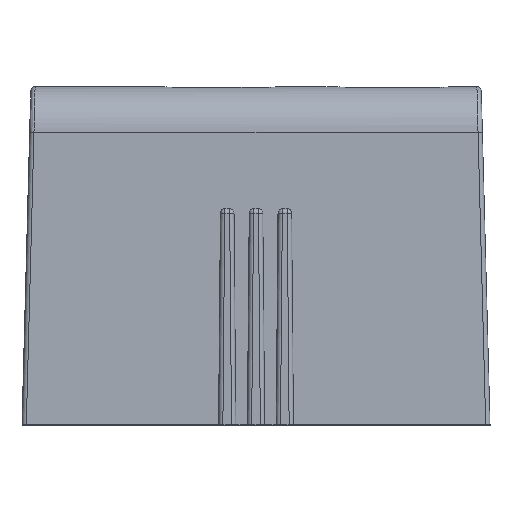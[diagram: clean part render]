
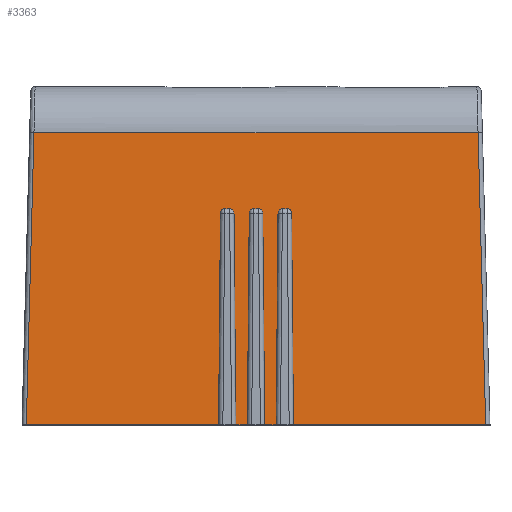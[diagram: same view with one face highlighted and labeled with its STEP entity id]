
A CAD part, top view. The second image highlights one B-rep face of the part: STEP entity #3363.
In plain terms, the highlighted planar face has unit normal (0, 0.026, 1).
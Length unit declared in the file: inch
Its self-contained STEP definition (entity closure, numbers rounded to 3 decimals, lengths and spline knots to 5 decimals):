
#89=PLANE('',#3634);
#224=LINE('',#5222,#546);
#228=LINE('',#5234,#550);
#236=LINE('',#5290,#558);
#240=LINE('',#5301,#562);
#261=LINE('',#5391,#583);
#262=LINE('',#5395,#584);
#263=LINE('',#5398,#585);
#264=LINE('',#5400,#586);
#265=LINE('',#5404,#587);
#266=LINE('',#5407,#588);
#267=LINE('',#5409,#589);
#268=LINE('',#5411,#590);
#269=LINE('',#5412,#591);
#270=LINE('',#5414,#592);
#271=LINE('',#5418,#593);
#272=LINE('',#5421,#594);
#546=VECTOR('',#4033,0.04);
#550=VECTOR('',#4041,0.66751);
#558=VECTOR('',#4061,0.66751);
#562=VECTOR('',#4069,0.04);
#583=VECTOR('',#4114,0.73541);
#584=VECTOR('',#4117,0.01717);
#585=VECTOR('',#4120,0.73541);
#586=VECTOR('',#4121,0.73541);
#587=VECTOR('',#4124,0.01717);
#588=VECTOR('',#4127,0.73541);
#589=VECTOR('',#4128,1.01501);
#590=VECTOR('',#4129,1.54189);
#591=VECTOR('',#4130,1.01501);
#592=VECTOR('',#4131,0.73541);
#593=VECTOR('',#4134,0.01717);
#594=VECTOR('',#4137,0.73541);
#905=FACE_OUTER_BOUND('',#1114,.T.);
#1114=EDGE_LOOP('',(#2441,#2442,#2443,#2444,#2445,#2446,#2447,#2448,#2449,
#2450,#2451,#2452,#2453,#2454,#2455,#2456,#2457,#2458,#2459,#2460,#2461,
#2462));
#1320=ELLIPSE('',#3635,0.01501,0.015);
#1321=ELLIPSE('',#3636,0.01501,0.015);
#1322=ELLIPSE('',#3637,0.01501,0.015);
#1323=ELLIPSE('',#3638,0.01501,0.015);
#1324=ELLIPSE('',#3639,0.01501,0.015);
#1325=ELLIPSE('',#3640,0.01501,0.015);
#1532=VERTEX_POINT('',#5210);
#1537=VERTEX_POINT('',#5219);
#1538=VERTEX_POINT('',#5221);
#1543=VERTEX_POINT('',#5231);
#1544=VERTEX_POINT('',#5233);
#1557=VERTEX_POINT('',#5287);
#1558=VERTEX_POINT('',#5289);
#1563=VERTEX_POINT('',#5299);
#1592=VERTEX_POINT('',#5390);
#1593=VERTEX_POINT('',#5392);
#1594=VERTEX_POINT('',#5394);
#1595=VERTEX_POINT('',#5396);
#1596=VERTEX_POINT('',#5399);
#1597=VERTEX_POINT('',#5401);
#1598=VERTEX_POINT('',#5403);
#1599=VERTEX_POINT('',#5405);
#1600=VERTEX_POINT('',#5408);
#1601=VERTEX_POINT('',#5410);
#1602=VERTEX_POINT('',#5413);
#1603=VERTEX_POINT('',#5415);
#1604=VERTEX_POINT('',#5417);
#1605=VERTEX_POINT('',#5419);
#1854=EDGE_CURVE('',#1538,#1537,#224,.T.);
#1860=EDGE_CURVE('',#1544,#1543,#228,.T.);
#1876=EDGE_CURVE('',#1558,#1557,#236,.T.);
#1882=EDGE_CURVE('',#1532,#1563,#240,.T.);
#1915=EDGE_CURVE('',#1537,#1592,#261,.T.);
#1916=EDGE_CURVE('',#1592,#1593,#1320,.T.);
#1917=EDGE_CURVE('',#1593,#1594,#262,.T.);
#1918=EDGE_CURVE('',#1594,#1595,#1321,.T.);
#1919=EDGE_CURVE('',#1595,#1532,#263,.T.);
#1920=EDGE_CURVE('',#1563,#1596,#264,.T.);
#1921=EDGE_CURVE('',#1596,#1597,#1322,.T.);
#1922=EDGE_CURVE('',#1597,#1598,#265,.T.);
#1923=EDGE_CURVE('',#1598,#1599,#1323,.T.);
#1924=EDGE_CURVE('',#1599,#1558,#266,.T.);
#1925=EDGE_CURVE('',#1557,#1600,#267,.T.);
#1926=EDGE_CURVE('',#1600,#1601,#268,.T.);
#1927=EDGE_CURVE('',#1601,#1544,#269,.T.);
#1928=EDGE_CURVE('',#1543,#1602,#270,.T.);
#1929=EDGE_CURVE('',#1602,#1603,#1324,.T.);
#1930=EDGE_CURVE('',#1603,#1604,#271,.T.);
#1931=EDGE_CURVE('',#1604,#1605,#1325,.T.);
#1932=EDGE_CURVE('',#1605,#1538,#272,.T.);
#2441=ORIENTED_EDGE('',*,*,#1915,.T.);
#2442=ORIENTED_EDGE('',*,*,#1916,.T.);
#2443=ORIENTED_EDGE('',*,*,#1917,.T.);
#2444=ORIENTED_EDGE('',*,*,#1918,.T.);
#2445=ORIENTED_EDGE('',*,*,#1919,.T.);
#2446=ORIENTED_EDGE('',*,*,#1882,.T.);
#2447=ORIENTED_EDGE('',*,*,#1920,.T.);
#2448=ORIENTED_EDGE('',*,*,#1921,.T.);
#2449=ORIENTED_EDGE('',*,*,#1922,.T.);
#2450=ORIENTED_EDGE('',*,*,#1923,.T.);
#2451=ORIENTED_EDGE('',*,*,#1924,.T.);
#2452=ORIENTED_EDGE('',*,*,#1876,.T.);
#2453=ORIENTED_EDGE('',*,*,#1925,.T.);
#2454=ORIENTED_EDGE('',*,*,#1926,.T.);
#2455=ORIENTED_EDGE('',*,*,#1927,.T.);
#2456=ORIENTED_EDGE('',*,*,#1860,.T.);
#2457=ORIENTED_EDGE('',*,*,#1928,.T.);
#2458=ORIENTED_EDGE('',*,*,#1929,.T.);
#2459=ORIENTED_EDGE('',*,*,#1930,.T.);
#2460=ORIENTED_EDGE('',*,*,#1931,.T.);
#2461=ORIENTED_EDGE('',*,*,#1932,.T.);
#2462=ORIENTED_EDGE('',*,*,#1854,.T.);
#3363=ADVANCED_FACE('',(#905),#89,.T.);
#3634=AXIS2_PLACEMENT_3D('',#5389,#4112,#4113);
#3635=AXIS2_PLACEMENT_3D('',#5393,#4115,#4116);
#3636=AXIS2_PLACEMENT_3D('',#5397,#4118,#4119);
#3637=AXIS2_PLACEMENT_3D('',#5402,#4122,#4123);
#3638=AXIS2_PLACEMENT_3D('',#5406,#4125,#4126);
#3639=AXIS2_PLACEMENT_3D('',#5416,#4132,#4133);
#3640=AXIS2_PLACEMENT_3D('',#5420,#4135,#4136);
#4033=DIRECTION('',(1.,0.,0.));
#4041=DIRECTION('',(1.,0.,0.));
#4061=DIRECTION('',(1.,0.,0.));
#4069=DIRECTION('',(1.,0.,0.));
#4112=DIRECTION('center_axis',(0.,0.026,1.));
#4113=DIRECTION('ref_axis',(1.,0.,0.));
#4114=DIRECTION('',(0.009,1.,-0.026));
#4115=DIRECTION('center_axis',(0.,-0.026,
-1.));
#4116=DIRECTION('ref_axis',(0.,1.,-0.026));
#4117=DIRECTION('',(1.,0.,0.));
#4118=DIRECTION('center_axis',(0.,-0.026,
-1.));
#4119=DIRECTION('ref_axis',(0.,1.,-0.026));
#4120=DIRECTION('',(0.009,-1.,0.026));
#4121=DIRECTION('',(0.009,1.,-0.026));
#4122=DIRECTION('center_axis',(0.,-0.026,
-1.));
#4123=DIRECTION('ref_axis',(0.,1.,-0.026));
#4124=DIRECTION('',(1.,0.,0.));
#4125=DIRECTION('center_axis',(0.,-0.026,
-1.));
#4126=DIRECTION('ref_axis',(0.,1.,-0.026));
#4127=DIRECTION('',(0.009,-1.,0.026));
#4128=DIRECTION('',(-0.026,0.999,-0.026));
#4129=DIRECTION('',(-1.,0.,0.));
#4130=DIRECTION('',(-0.026,-0.999,0.026));
#4131=DIRECTION('',(0.009,1.,-0.026));
#4132=DIRECTION('center_axis',(0.,-0.026,
-1.));
#4133=DIRECTION('ref_axis',(0.,1.,-0.026));
#4134=DIRECTION('',(1.,0.,0.));
#4135=DIRECTION('center_axis',(0.,-0.026,
-1.));
#4136=DIRECTION('ref_axis',(0.,1.,-0.026));
#4137=DIRECTION('',(0.009,-1.,0.026));
#5210=CARTESIAN_POINT('',(0.03,0.,0.415));
#5219=CARTESIAN_POINT('',(-0.03,0.,0.415));
#5221=CARTESIAN_POINT('',(-0.07,0.,0.415));
#5222=CARTESIAN_POINT('',(-0.07,0.,0.415));
#5231=CARTESIAN_POINT('',(-0.13,0.,0.415));
#5233=CARTESIAN_POINT('',(-0.79751,0.,0.415));
#5234=CARTESIAN_POINT('',(-0.79751,0.,0.415));
#5287=CARTESIAN_POINT('',(0.79751,0.,0.415));
#5289=CARTESIAN_POINT('',(0.13,0.,0.415));
#5290=CARTESIAN_POINT('',(0.13,0.,0.415));
#5299=CARTESIAN_POINT('',(0.07,0.,0.415));
#5301=CARTESIAN_POINT('',(0.03,0.,0.415));
#5389=CARTESIAN_POINT('Origin',(-0.8125,0.,0.415));
#5390=CARTESIAN_POINT('',(-0.02358,0.73513,0.39575));
#5391=CARTESIAN_POINT('',(-0.03,0.,0.415));
#5392=CARTESIAN_POINT('',(-0.00859,0.75,0.39536));
#5393=CARTESIAN_POINT('Origin',(-0.00859,0.735,
0.39575));
#5394=CARTESIAN_POINT('',(0.00859,0.75,0.39536));
#5395=CARTESIAN_POINT('',(-0.00859,0.75,0.39536));
#5396=CARTESIAN_POINT('',(0.02358,0.73513,0.39575));
#5397=CARTESIAN_POINT('Origin',(0.00859,0.735,0.39575));
#5398=CARTESIAN_POINT('',(0.02358,0.73513,0.39575));
#5399=CARTESIAN_POINT('',(0.07642,0.73513,0.39575));
#5400=CARTESIAN_POINT('',(0.07,0.,0.415));
#5401=CARTESIAN_POINT('',(0.09141,0.75,0.39536));
#5402=CARTESIAN_POINT('Origin',(0.09141,0.735,0.39575));
#5403=CARTESIAN_POINT('',(0.10859,0.75,0.39536));
#5404=CARTESIAN_POINT('',(0.09141,0.75,0.39536));
#5405=CARTESIAN_POINT('',(0.12358,0.73513,0.39575));
#5406=CARTESIAN_POINT('Origin',(0.10859,0.735,0.39575));
#5407=CARTESIAN_POINT('',(0.12358,0.73513,0.39575));
#5408=CARTESIAN_POINT('',(0.77094,1.01432,0.38844));
#5409=CARTESIAN_POINT('',(0.79751,0.,0.415));
#5410=CARTESIAN_POINT('',(-0.77094,1.01432,0.38844));
#5411=CARTESIAN_POINT('',(0.77094,1.01432,0.38844));
#5412=CARTESIAN_POINT('',(-0.77094,1.01432,0.38844));
#5413=CARTESIAN_POINT('',(-0.12358,0.73513,0.39575));
#5414=CARTESIAN_POINT('',(-0.13,0.,0.415));
#5415=CARTESIAN_POINT('',(-0.10859,0.75,0.39536));
#5416=CARTESIAN_POINT('Origin',(-0.10859,0.735,0.39575));
#5417=CARTESIAN_POINT('',(-0.09141,0.75,0.39536));
#5418=CARTESIAN_POINT('',(-0.10859,0.75,0.39536));
#5419=CARTESIAN_POINT('',(-0.07642,0.73513,0.39575));
#5420=CARTESIAN_POINT('Origin',(-0.09141,0.735,0.39575));
#5421=CARTESIAN_POINT('',(-0.07642,0.73513,0.39575));
